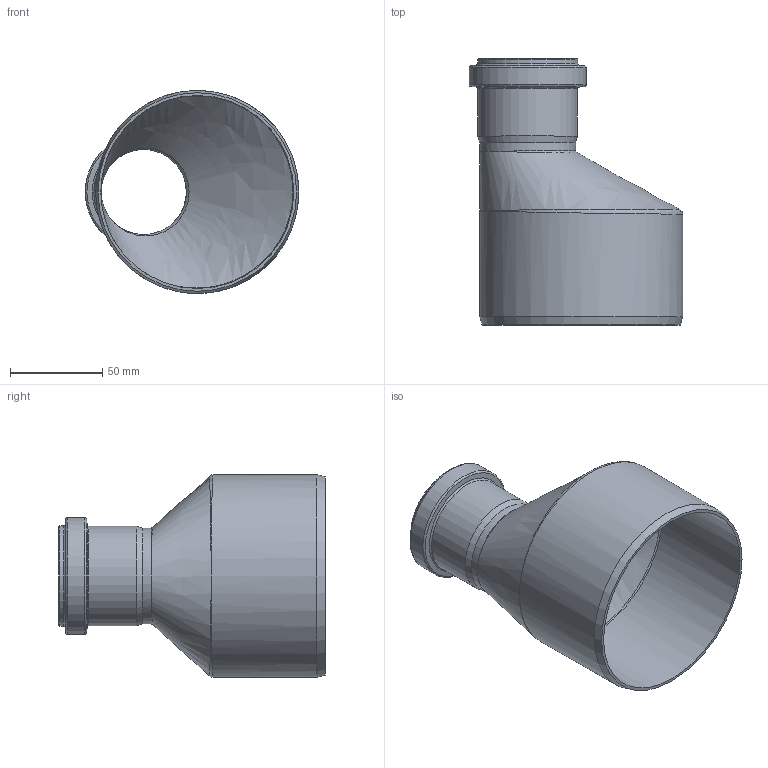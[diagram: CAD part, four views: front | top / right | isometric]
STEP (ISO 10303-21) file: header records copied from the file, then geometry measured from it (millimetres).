
FILE_DESCRIPTION(/* description */ (''),/* implementation_level */ '2;1');
FILE_NAME(/* name */ '175720 HTsafeR DN_OD 110_50.stp',/* time_stamp */ '2017-03-13T12:04:15+01:00',/* author */ ('user1'),/* organization */ (''),/* preprocessor_version */ 'ST-DEVELOPER v16.1',/* originating_system */ 'Autodesk Inventor 2016',/* authorisation */ '');
FILE_SCHEMA (('AUTOMOTIVE_DESIGN { 1 0 10303 214 3 1 1 }'));
Length unit declared in the file: millimetre
Products named in the file (1): 175720 HTsafeR DN_OD 110_50
Bounding box: 115.95 x 144.5 x 110.2 mm (x, y, z)
Volume: 104842 mm3; surface area: 84673.9 mm2
Topology: 1 solids, 1 shells, 37 faces, 82 edges, 44 vertices
Faces by surface type: cylinder 11, torus 10, cone 7, bspline 6, plane 3
Full cylindrical faces by diameter (mm): 50.8 x1, 51.1 x2, 52 x1, 54 x1, 54.3 x1, 60.3 x1, 63.5 x1, 104.8 x1, 110.2 x1
Entity records: 1653 total; most frequent: CARTESIAN_POINT 1002, DIRECTION 126, ORIENTED_EDGE 94, EDGE_LOOP 67, AXIS2_PLACEMENT_3D 63, EDGE_CURVE 47, VERTEX_POINT 40, FACE_OUTER_BOUND 37
